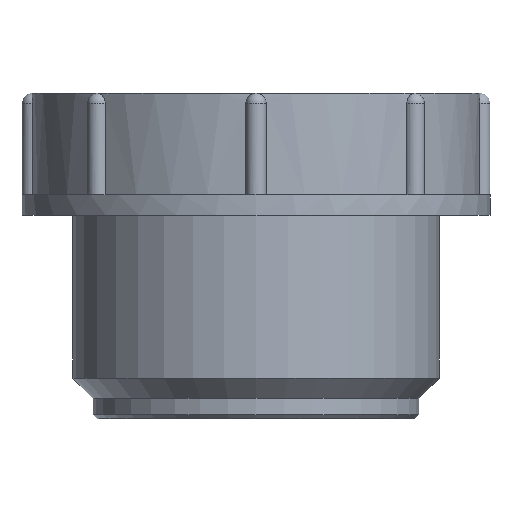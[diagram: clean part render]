
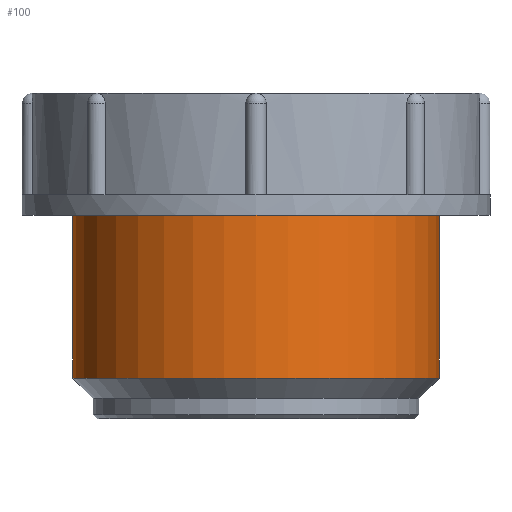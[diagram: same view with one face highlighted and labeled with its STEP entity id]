
A CAD part, front view. The second image highlights one B-rep face of the part: STEP entity #100.
In plain terms, the highlighted cylindrical face has radius 9 mm (diameter 18 mm), a full revolution.
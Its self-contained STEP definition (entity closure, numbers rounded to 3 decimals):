
#100 = ADVANCED_FACE( '', ( #236, #237 ), #238, .T. );
#236 = FACE_OUTER_BOUND( '', #409, .T. );
#237 = FACE_OUTER_BOUND( '', #410, .T. );
#238 = CYLINDRICAL_SURFACE( '', #411, 9. );
#409 = EDGE_LOOP( '', ( #642 ) );
#410 = EDGE_LOOP( '', ( #643 ) );
#411 = AXIS2_PLACEMENT_3D( '', #644, #645, #646 );
#642 = ORIENTED_EDGE( '', *, *, #1034, .T. );
#643 = ORIENTED_EDGE( '', *, *, #1006, .F. );
#644 = CARTESIAN_POINT( '', ( 0., 0., 57.15 ) );
#645 = DIRECTION( '', ( 0., 0., -1. ) );
#646 = DIRECTION( '', ( 1., 0., 0. ) );
#1006 = EDGE_CURVE( '', #1196, #1196, #1197, .T. );
#1034 = EDGE_CURVE( '', #1244, #1244, #1245, .T. );
#1196 = VERTEX_POINT( '', #1444 );
#1197 = CIRCLE( '', #1445, 9. );
#1244 = VERTEX_POINT( '', #1509 );
#1245 = CIRCLE( '', #1510, 9. );
#1444 = CARTESIAN_POINT( '', ( 9., 0., 0. ) );
#1445 = AXIS2_PLACEMENT_3D( '', #1787, #1788, #1789 );
#1509 = CARTESIAN_POINT( '', ( 9., 0., -8. ) );
#1510 = AXIS2_PLACEMENT_3D( '', #1836, #1837, #1838 );
#1787 = CARTESIAN_POINT( '', ( 0., 0., 0. ) );
#1788 = DIRECTION( '', ( 0., 0., 1. ) );
#1789 = DIRECTION( '', ( 1., 0., 0. ) );
#1836 = CARTESIAN_POINT( '', ( 0., 0., -8. ) );
#1837 = DIRECTION( '', ( 0., 0., 1. ) );
#1838 = DIRECTION( '', ( 1., 0., 0. ) );
